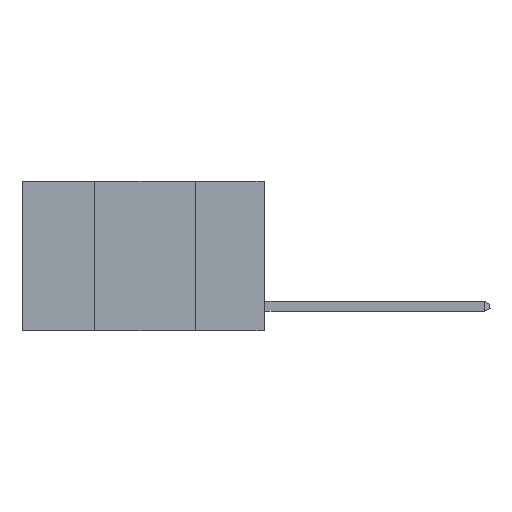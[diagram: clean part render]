
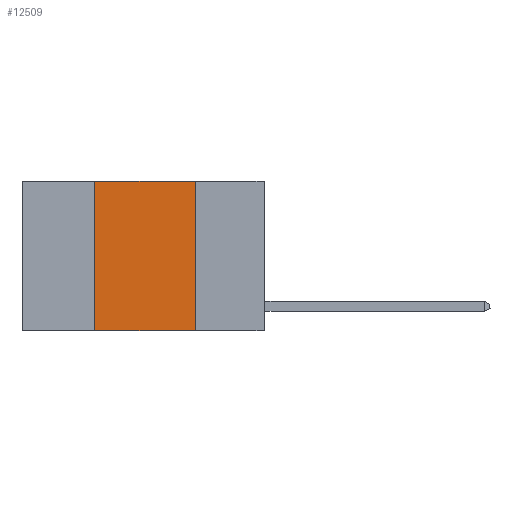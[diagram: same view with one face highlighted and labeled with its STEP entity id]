
A CAD part, left-side view. The second image highlights one B-rep face of the part: STEP entity #12509.
In plain terms, the highlighted planar face has unit normal (-1, 0, 0).
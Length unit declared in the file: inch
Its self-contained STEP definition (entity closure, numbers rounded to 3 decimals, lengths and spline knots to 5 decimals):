
#98 = VERTEX_POINT ( 'NONE', #5644 ) ;
#123 = VECTOR ( 'NONE', #8033, 39.37008 ) ;
#1210 = DIRECTION ( 'NONE',  ( 0., 0., -1. ) ) ;
#1914 = CARTESIAN_POINT ( 'NONE',  ( 0., 0.6, 0. ) ) ;
#2093 = ORIENTED_EDGE ( 'NONE', *, *, #19142, .T. ) ;
#2188 = LINE ( 'NONE', #11775, #19085 ) ;
#3418 = ORIENTED_EDGE ( 'NONE', *, *, #15141, .F. ) ;
#4695 = CARTESIAN_POINT ( 'NONE',  ( 0., 0.17, -0.37 ) ) ;
#5209 = AXIS2_PLACEMENT_3D ( 'NONE', #19176, #10207, #1210 ) ;
#5644 = CARTESIAN_POINT ( 'NONE',  ( 0., 0.17, 0. ) ) ;
#5691 = PLANE ( 'NONE',  #5209 ) ;
#5753 = VERTEX_POINT ( 'NONE', #13131 ) ;
#5823 = DIRECTION ( 'NONE',  ( 0., -1., 0. ) ) ;
#6417 = EDGE_LOOP ( 'NONE', ( #3418, #17353, #7956, #2093 ) ) ;
#6525 = CARTESIAN_POINT ( 'NONE',  ( 0., 0.42, 0. ) ) ;
#7956 = ORIENTED_EDGE ( 'NONE', *, *, #18140, .F. ) ;
#8033 = DIRECTION ( 'NONE',  ( 0., 0., 1. ) ) ;
#8581 = VECTOR ( 'NONE', #15456, 39.37008 ) ;
#9533 = LINE ( 'NONE', #1914, #8581 ) ;
#10016 = VERTEX_POINT ( 'NONE', #4695 ) ;
#10207 = DIRECTION ( 'NONE',  ( 1., 0., 0. ) ) ;
#10701 = DIRECTION ( 'NONE',  ( 0., 0., -1. ) ) ;
#11775 = CARTESIAN_POINT ( 'NONE',  ( 0., 0.6, -0.37 ) ) ;
#12080 = LINE ( 'NONE', #6525, #123 ) ;
#12143 = CARTESIAN_POINT ( 'NONE',  ( 0., 0.17, 0. ) ) ;
#12509 = ADVANCED_FACE ( 'NONE', ( #13586 ), #5691, .F. ) ;
#12554 = VERTEX_POINT ( 'NONE', #13544 ) ;
#13131 = CARTESIAN_POINT ( 'NONE',  ( 0., 0.42, -0.37 ) ) ;
#13544 = CARTESIAN_POINT ( 'NONE',  ( 0., 0.42, 0. ) ) ;
#13586 = FACE_OUTER_BOUND ( 'NONE', #6417, .T. ) ;
#15141 = EDGE_CURVE ( 'NONE', #98, #10016, #15379, .T. ) ;
#15379 = LINE ( 'NONE', #12143, #17944 ) ;
#15456 = DIRECTION ( 'NONE',  ( 0., -1., 0. ) ) ;
#17353 = ORIENTED_EDGE ( 'NONE', *, *, #18109, .F. ) ;
#17944 = VECTOR ( 'NONE', #10701, 39.37008 ) ;
#18109 = EDGE_CURVE ( 'NONE', #12554, #98, #9533, .T. ) ;
#18140 = EDGE_CURVE ( 'NONE', #5753, #12554, #12080, .T. ) ;
#19085 = VECTOR ( 'NONE', #5823, 39.37008 ) ;
#19142 = EDGE_CURVE ( 'NONE', #5753, #10016, #2188, .T. ) ;
#19176 = CARTESIAN_POINT ( 'NONE',  ( 0., 0.6, 0. ) ) ;
